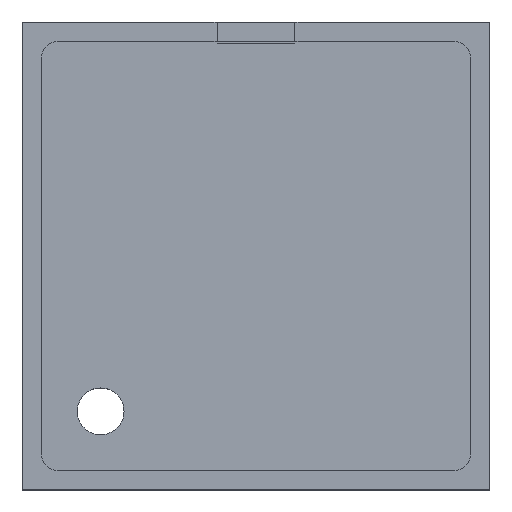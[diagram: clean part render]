
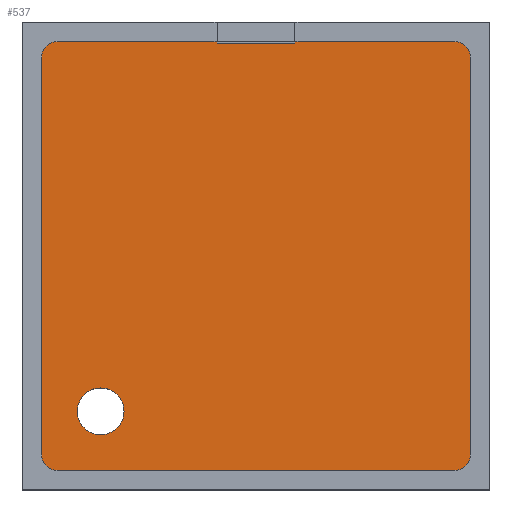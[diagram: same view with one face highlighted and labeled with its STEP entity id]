
A CAD part, top view. The second image highlights one B-rep face of the part: STEP entity #537.
In plain terms, the highlighted planar face has unit normal (0, 0, 1).
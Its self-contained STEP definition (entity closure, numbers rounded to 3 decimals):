
#163 = VERTEX_POINT('',#164);
#164 = CARTESIAN_POINT('',(-25.5,-27.5,5.));
#170 = EDGE_CURVE('',#171,#163,#173,.T.);
#171 = VERTEX_POINT('',#172);
#172 = CARTESIAN_POINT('',(-27.5,-25.5,5.));
#173 = CIRCLE('',#174,2.);
#174 = AXIS2_PLACEMENT_3D('',#175,#176,#177);
#175 = CARTESIAN_POINT('',(-25.5,-25.5,5.));
#176 = DIRECTION('',(0.,-0.,1.));
#177 = DIRECTION('',(0.,1.,0.));
#195 = VERTEX_POINT('',#196);
#196 = CARTESIAN_POINT('',(25.5,-27.5,5.));
#202 = EDGE_CURVE('',#195,#163,#203,.T.);
#203 = LINE('',#204,#205);
#204 = CARTESIAN_POINT('',(27.5,-27.5,5.));
#205 = VECTOR('',#206,1.);
#206 = DIRECTION('',(-1.,0.,0.));
#219 = VERTEX_POINT('',#220);
#220 = CARTESIAN_POINT('',(27.5,-25.5,5.));
#226 = EDGE_CURVE('',#195,#219,#227,.T.);
#227 = CIRCLE('',#228,2.);
#228 = AXIS2_PLACEMENT_3D('',#229,#230,#231);
#229 = CARTESIAN_POINT('',(25.5,-25.5,5.));
#230 = DIRECTION('',(0.,-0.,1.));
#231 = DIRECTION('',(0.,1.,0.));
#244 = VERTEX_POINT('',#245);
#245 = CARTESIAN_POINT('',(27.5,25.5,5.));
#251 = EDGE_CURVE('',#244,#219,#252,.T.);
#252 = LINE('',#253,#254);
#253 = CARTESIAN_POINT('',(27.5,27.5,5.));
#254 = VECTOR('',#255,1.);
#255 = DIRECTION('',(0.,-1.,0.));
#268 = VERTEX_POINT('',#269);
#269 = CARTESIAN_POINT('',(25.5,27.5,5.));
#275 = EDGE_CURVE('',#244,#268,#276,.T.);
#276 = CIRCLE('',#277,2.);
#277 = AXIS2_PLACEMENT_3D('',#278,#279,#280);
#278 = CARTESIAN_POINT('',(25.5,25.5,5.));
#279 = DIRECTION('',(0.,-0.,1.));
#280 = DIRECTION('',(0.,1.,0.));
#293 = VERTEX_POINT('',#294);
#294 = CARTESIAN_POINT('',(5.,27.5,5.));
#300 = EDGE_CURVE('',#293,#268,#301,.T.);
#301 = LINE('',#302,#303);
#302 = CARTESIAN_POINT('',(-27.5,27.5,5.));
#303 = VECTOR('',#304,1.);
#304 = DIRECTION('',(1.,0.,0.));
#453 = VERTEX_POINT('',#454);
#454 = CARTESIAN_POINT('',(-5.,27.5,5.));
#477 = VERTEX_POINT('',#478);
#478 = CARTESIAN_POINT('',(-25.5,27.5,5.));
#484 = EDGE_CURVE('',#477,#453,#485,.T.);
#485 = LINE('',#486,#487);
#486 = CARTESIAN_POINT('',(-27.5,27.5,5.));
#487 = VECTOR('',#488,1.);
#488 = DIRECTION('',(1.,0.,0.));
#501 = EDGE_CURVE('',#502,#477,#504,.T.);
#502 = VERTEX_POINT('',#503);
#503 = CARTESIAN_POINT('',(-27.5,25.5,5.));
#504 = CIRCLE('',#505,2.);
#505 = AXIS2_PLACEMENT_3D('',#506,#507,#508);
#506 = CARTESIAN_POINT('',(-25.5,25.5,5.));
#507 = DIRECTION('',(0.,0.,-1.));
#508 = DIRECTION('',(0.,1.,0.));
#526 = EDGE_CURVE('',#171,#502,#527,.T.);
#527 = LINE('',#528,#529);
#528 = CARTESIAN_POINT('',(-27.5,-27.5,5.));
#529 = VECTOR('',#530,1.);
#530 = DIRECTION('',(0.,1.,0.));
#537 = ADVANCED_FACE('',(#538,#571),#582,.T.);
#538 = FACE_BOUND('',#539,.T.);
#539 = EDGE_LOOP('',(#540,#541,#542,#543,#544,#545,#546,#547,#548,#549,
    #557,#565));
#540 = ORIENTED_EDGE('',*,*,#484,.F.);
#541 = ORIENTED_EDGE('',*,*,#501,.F.);
#542 = ORIENTED_EDGE('',*,*,#526,.F.);
#543 = ORIENTED_EDGE('',*,*,#170,.T.);
#544 = ORIENTED_EDGE('',*,*,#202,.F.);
#545 = ORIENTED_EDGE('',*,*,#226,.T.);
#546 = ORIENTED_EDGE('',*,*,#251,.F.);
#547 = ORIENTED_EDGE('',*,*,#275,.T.);
#548 = ORIENTED_EDGE('',*,*,#300,.F.);
#549 = ORIENTED_EDGE('',*,*,#550,.T.);
#550 = EDGE_CURVE('',#293,#551,#553,.T.);
#551 = VERTEX_POINT('',#552);
#552 = CARTESIAN_POINT('',(5.,27.25,5.));
#553 = LINE('',#554,#555);
#554 = CARTESIAN_POINT('',(5.,30.25,5.));
#555 = VECTOR('',#556,1.);
#556 = DIRECTION('',(0.,-1.,0.));
#557 = ORIENTED_EDGE('',*,*,#558,.T.);
#558 = EDGE_CURVE('',#551,#559,#561,.T.);
#559 = VERTEX_POINT('',#560);
#560 = CARTESIAN_POINT('',(-5.,27.25,5.));
#561 = LINE('',#562,#563);
#562 = CARTESIAN_POINT('',(5.,27.25,5.));
#563 = VECTOR('',#564,1.);
#564 = DIRECTION('',(-1.,0.,0.));
#565 = ORIENTED_EDGE('',*,*,#566,.T.);
#566 = EDGE_CURVE('',#559,#453,#567,.T.);
#567 = LINE('',#568,#569);
#568 = CARTESIAN_POINT('',(-5.,27.25,5.));
#569 = VECTOR('',#570,1.);
#570 = DIRECTION('',(0.,1.,0.));
#571 = FACE_BOUND('',#572,.T.);
#572 = EDGE_LOOP('',(#573));
#573 = ORIENTED_EDGE('',*,*,#574,.F.);
#574 = EDGE_CURVE('',#575,#575,#577,.T.);
#575 = VERTEX_POINT('',#576);
#576 = CARTESIAN_POINT('',(-16.92,-19.92,5.));
#577 = CIRCLE('',#578,3.);
#578 = AXIS2_PLACEMENT_3D('',#579,#580,#581);
#579 = CARTESIAN_POINT('',(-19.92,-19.92,5.));
#580 = DIRECTION('',(0.,0.,1.));
#581 = DIRECTION('',(1.,0.,0.));
#582 = PLANE('',#583);
#583 = AXIS2_PLACEMENT_3D('',#584,#585,#586);
#584 = CARTESIAN_POINT('',(0.,0.,5.));
#585 = DIRECTION('',(0.,0.,1.));
#586 = DIRECTION('',(1.,0.,0.));
